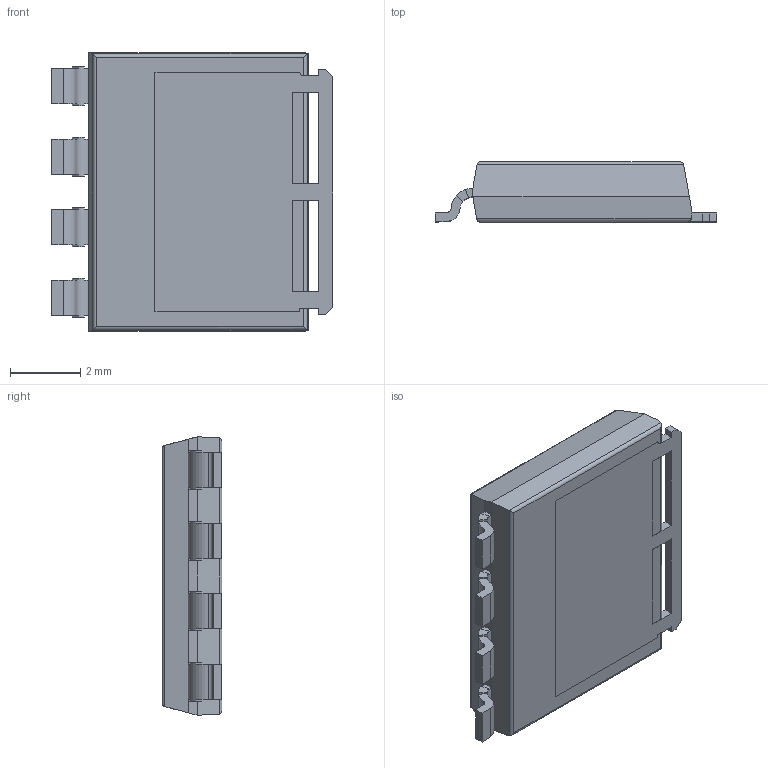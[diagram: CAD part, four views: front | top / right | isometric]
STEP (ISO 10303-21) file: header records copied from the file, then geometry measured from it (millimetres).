
FILE_DESCRIPTION (( 'STEP AP214' ), '1' );
FILE_NAME ('SQJQ140E-T1_GE3.STEP', '2023-12-21T03:48:42', ( 'LENOVO' ), ( '' ), 'SwSTEP 2.0', 'SolidWorks 2021', '' );
FILE_SCHEMA (( 'AUTOMOTIVE_DESIGN' ));
Length unit declared in the file: millimetre
Products named in the file (2): SQJQ140E-T1_GE3_SQJQ140E-T1_GE3; SQJQ140E-T1_GE3
Assembly tree (1 placements, depth 2):
  SQJQ140E-T1_GE3
    SQJQ140E-T1_GE3_SQJQ140E-T1_GE3
Bounding box: 8 x 1.7 x 7.9 mm (x, y, z)
Volume: 81.7 mm3; surface area: 229.6 mm2
Topology: 7 solids, 7 shells, 144 faces, 378 edges, 249 vertices
Faces by surface type: plane 111, cylinder 33
Entity records: 4540 total; most frequent: CARTESIAN_POINT 823, ORIENTED_EDGE 756, DIRECTION 740, EDGE_CURVE 378, VECTOR 280, LINE 280, VERTEX_POINT 249, AXIS2_PLACEMENT_3D 230
